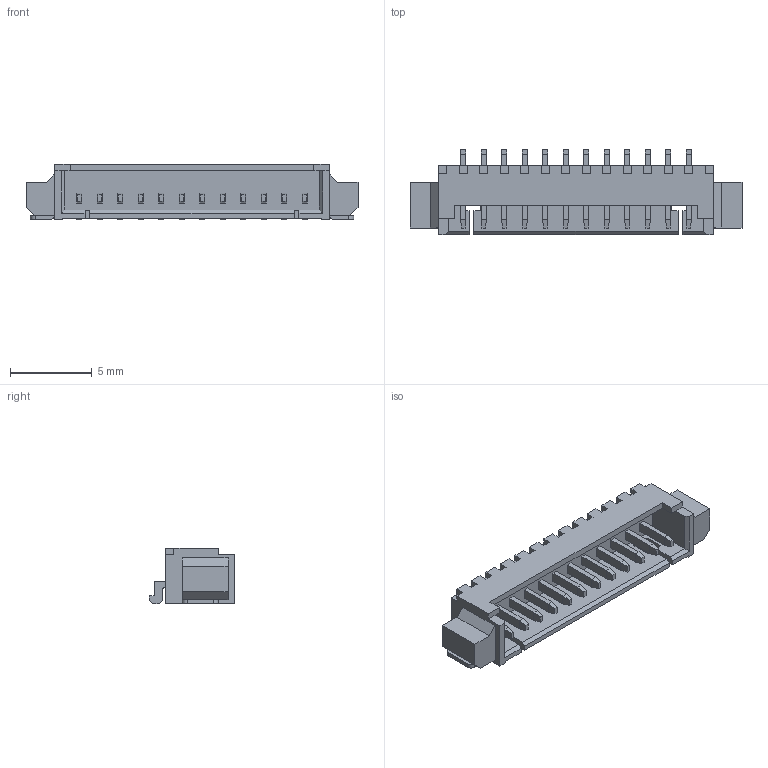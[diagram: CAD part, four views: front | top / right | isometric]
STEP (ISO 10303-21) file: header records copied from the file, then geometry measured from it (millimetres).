
FILE_DESCRIPTION(/* description */ ('model of Molex_PicoBlade_53261-1271_12x1.25mm_Angled.'),/* implementation_level */ FILE_NAME(/* name */ 'Molex_PicoBlade_53261-1271_12x1.25mm_Angled..stp',/* time_stamp */ '2017-02-27T14:45:15',/* author */ ('Rene Poeschl',''),/* organization */ (''),/* preprocessor_version */ '',/* originating_system */ '',/* authorisation */ '');
FILE_NAME(/* name */ 'Molex_PicoBlade_53261-1271_12x1.25mm_Angled..stp',/* time_stamp */ '2017-02-27T14:45:15',/* author */ ('Rene Poeschl',''),/* organization */ (''),/* preprocessor_version */ '',/* originating_system */ '',/* authorisation */ '');
FILE_SCHEMA(('AUTOMOTIVE_DESIGN_CC2 { 1 2 10303 214 -1 1 5 4 }'));
Length unit declared in the file: millimetre
Products named in the file (1): Molex_53261_1271
Bounding box: 20.25 x 5.2 x 3.4 mm (x, y, z)
Volume: 136.1 mm3; surface area: 468.6 mm2
Topology: 1 solids, 1 shells, 397 faces, 1051 edges, 682 vertices
Faces by surface type: plane 375, cylinder 22
Entity records: 28356 total; most frequent: CARTESIAN_POINT 4485, DIRECTION 3829, LINE 2891, VECTOR 2891, ORIENTED_EDGE 2102, PCURVE 2102, DEFINITIONAL_REPRESENTATION 2102, EDGE_CURVE 1051
